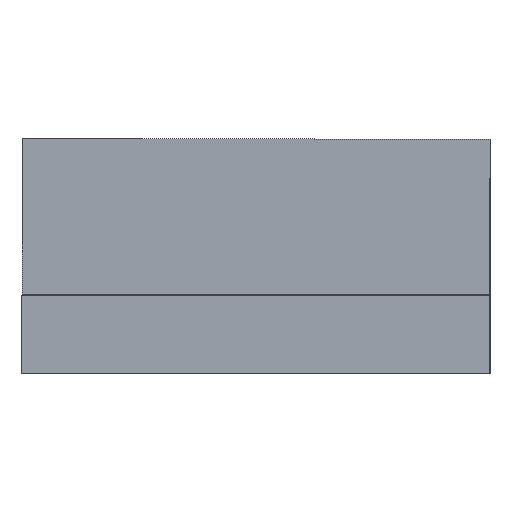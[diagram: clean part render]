
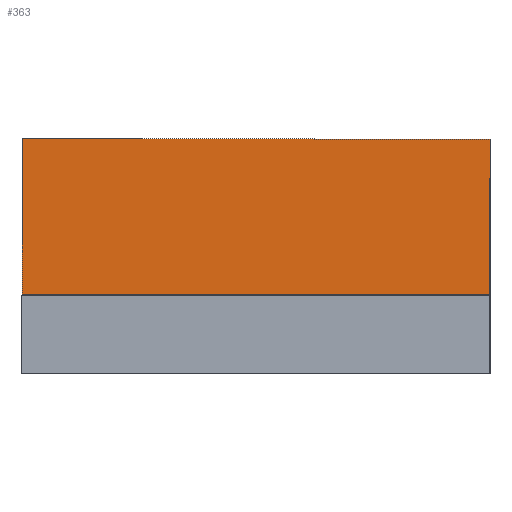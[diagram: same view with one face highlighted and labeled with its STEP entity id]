
A CAD part, left-side view. The second image highlights one B-rep face of the part: STEP entity #363.
In plain terms, the highlighted planar face has unit normal (-1, 0, 0).
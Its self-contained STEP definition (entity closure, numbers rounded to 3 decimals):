
#91=CARTESIAN_POINT('',(-30.,15.,15.));
#92=VERTEX_POINT('',#91);
#93=CARTESIAN_POINT('',(-30.,-15.,15.0));
#94=VERTEX_POINT('',#93);
#95=CARTESIAN_POINT('',(-30.,15.,15.));
#96=DIRECTION('',(0.0,-1.0,0.0));
#97=VECTOR('',#96,30.);
#98=LINE('',#95,#97);
#99=EDGE_CURVE('',#92,#94,#98,.T.);
#232=CARTESIAN_POINT('',(-30.,-15.,5.));
#233=VERTEX_POINT('',#232);
#234=CARTESIAN_POINT('',(-30.,-15.,5.));
#235=DIRECTION('',(0.0,0.0,1.0));
#236=VECTOR('',#235,10.);
#237=LINE('',#234,#236);
#238=EDGE_CURVE('',#233,#94,#237,.T.);
#281=CARTESIAN_POINT('',(-30.,15.,5.));
#282=VERTEX_POINT('',#281);
#289=CARTESIAN_POINT('',(-30.,15.,5.));
#290=DIRECTION('',(0.0,0.0,1.0));
#291=VECTOR('',#290,10.);
#292=LINE('',#289,#291);
#293=EDGE_CURVE('',#282,#92,#292,.T.);
#338=CARTESIAN_POINT('',(-30.,15.,5.));
#339=DIRECTION('',(0.0,-1.0,0.0));
#340=VECTOR('',#339,30.0);
#341=LINE('',#338,#340);
#342=EDGE_CURVE('',#282,#233,#341,.T.);
#352=CARTESIAN_POINT('',(-30.,-16.5,15.5));
#353=DIRECTION('',(1.0,0.0,0.0));
#354=DIRECTION('',(0.0,0.0,-1.0));
#355=AXIS2_PLACEMENT_3D('',#352,#353,#354);
#356=PLANE('',#355);
#357=ORIENTED_EDGE('',*,*,#342,.T.);
#358=ORIENTED_EDGE('',*,*,#238,.T.);
#359=ORIENTED_EDGE('',*,*,#99,.F.);
#360=ORIENTED_EDGE('',*,*,#293,.F.);
#361=EDGE_LOOP('',(#357,#358,#359,#360));
#362=FACE_OUTER_BOUND('',#361,.T.);
#363=ADVANCED_FACE('',(#362),#356,.F.);
